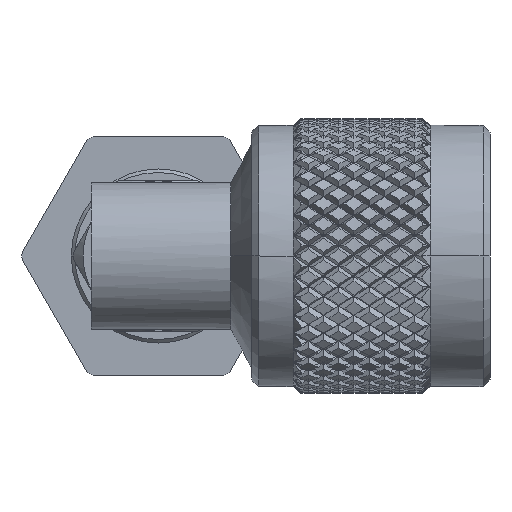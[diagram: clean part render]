
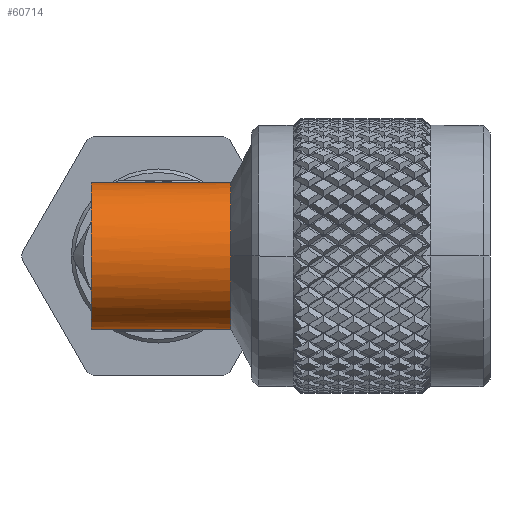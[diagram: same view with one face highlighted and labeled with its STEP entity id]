
A CAD part, left-side view. The second image highlights one B-rep face of the part: STEP entity #60714.
In plain terms, the highlighted cylindrical face has radius 5.395 mm (diameter 10.79 mm), a partial arc.
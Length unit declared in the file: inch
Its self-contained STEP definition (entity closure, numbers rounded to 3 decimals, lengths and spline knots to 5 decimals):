
#21 = CARTESIAN_POINT ( 'NONE',  ( 0.05962, 0.13037, 0.16769 ) ) ;
#478 = VECTOR ( 'NONE', #7600, 39.37008 ) ;
#1333 = AXIS2_PLACEMENT_3D ( 'NONE', #91843, #101206, #58895 ) ;
#3245 = CARTESIAN_POINT ( 'NONE',  ( 0.46208, 0.13037, 0.16769 ) ) ;
#7600 = DIRECTION ( 'NONE',  ( 1., 0., 0. ) ) ;
#11063 = AXIS2_PLACEMENT_3D ( 'NONE', #100472, #35579, #26171 ) ;
#11796 = DIRECTION ( 'NONE',  ( 1., 0., 0. ) ) ;
#13034 = ORIENTED_EDGE ( 'NONE', *, *, #98408, .F. ) ;
#21449 = AXIS2_PLACEMENT_3D ( 'NONE', #48082, #81782, #73472 ) ;
#22573 = EDGE_CURVE ( 'NONE', #95967, #44670, #106205, .T. ) ;
#23130 = LINE ( 'NONE', #102772, #100818 ) ;
#24629 = CARTESIAN_POINT ( 'NONE',  ( 0.05962, -0.13037, 0.16769 ) ) ;
#26171 = DIRECTION ( 'NONE',  ( 0., 0., 1. ) ) ;
#28537 = DIRECTION ( 'NONE',  ( -1., 0., 0. ) ) ;
#29961 = CARTESIAN_POINT ( 'NONE',  ( -5.70743, 0., 0. ) ) ;
#35579 = DIRECTION ( 'NONE',  ( -1., 0., 0. ) ) ;
#44670 = VERTEX_POINT ( 'NONE', #72452 ) ;
#47208 = LINE ( 'NONE', #24629, #478 ) ;
#48082 = CARTESIAN_POINT ( 'NONE',  ( 0.46208, 0., 0. ) ) ;
#53705 = VERTEX_POINT ( 'NONE', #86655 ) ;
#53757 = EDGE_CURVE ( 'NONE', #96074, #97270, #97679, .T. ) ;
#58895 = DIRECTION ( 'NONE',  ( 0., 0., 1. ) ) ;
#60714 = ADVANCED_FACE ( 'NONE', ( #76069 ), #95530, .T. ) ;
#61795 = CARTESIAN_POINT ( 'NONE',  ( 0.46208, -0.13037, 0.16769 ) ) ;
#72452 = CARTESIAN_POINT ( 'NONE',  ( 0.05962, 0., -0.21241 ) ) ;
#73472 = DIRECTION ( 'NONE',  ( 0., 0., 1. ) ) ;
#76069 = FACE_OUTER_BOUND ( 'NONE', #104442, .T. ) ;
#81155 = EDGE_CURVE ( 'NONE', #53705, #97270, #47208, .T. ) ;
#81782 = DIRECTION ( 'NONE',  ( -1., 0., 0. ) ) ;
#83125 = ORIENTED_EDGE ( 'NONE', *, *, #53757, .T. ) ;
#86655 = CARTESIAN_POINT ( 'NONE',  ( 0.05962, -0.13037, 0.16769 ) ) ;
#89454 = AXIS2_PLACEMENT_3D ( 'NONE', #29961, #28537, #94888 ) ;
#91843 = CARTESIAN_POINT ( 'NONE',  ( 0.05962, 0., 0. ) ) ;
#94888 = DIRECTION ( 'NONE',  ( 0., 0., 1. ) ) ;
#95530 = CYLINDRICAL_SURFACE ( 'NONE', #89454, 0.21241 ) ;
#95967 = VERTEX_POINT ( 'NONE', #21 ) ;
#96074 = VERTEX_POINT ( 'NONE', #3245 ) ;
#97270 = VERTEX_POINT ( 'NONE', #61795 ) ;
#97679 = CIRCLE ( 'NONE', #21449, 0.21241 ) ;
#98408 = EDGE_CURVE ( 'NONE', #44670, #53705, #105717, .T. ) ;
#100472 = CARTESIAN_POINT ( 'NONE',  ( 0.05962, 0., 0. ) ) ;
#100511 = ORIENTED_EDGE ( 'NONE', *, *, #81155, .F. ) ;
#100570 = ORIENTED_EDGE ( 'NONE', *, *, #22573, .F. ) ;
#100818 = VECTOR ( 'NONE', #11796, 39.37008 ) ;
#101206 = DIRECTION ( 'NONE',  ( -1., 0., 0. ) ) ;
#102007 = ORIENTED_EDGE ( 'NONE', *, *, #107114, .T. ) ;
#102772 = CARTESIAN_POINT ( 'NONE',  ( 0.05962, 0.13037, 0.16769 ) ) ;
#104442 = EDGE_LOOP ( 'NONE', ( #83125, #100511, #13034, #100570, #102007 ) ) ;
#105717 = CIRCLE ( 'NONE', #1333, 0.21241 ) ;
#106205 = CIRCLE ( 'NONE', #11063, 0.21241 ) ;
#107114 = EDGE_CURVE ( 'NONE', #95967, #96074, #23130, .T. ) ;
